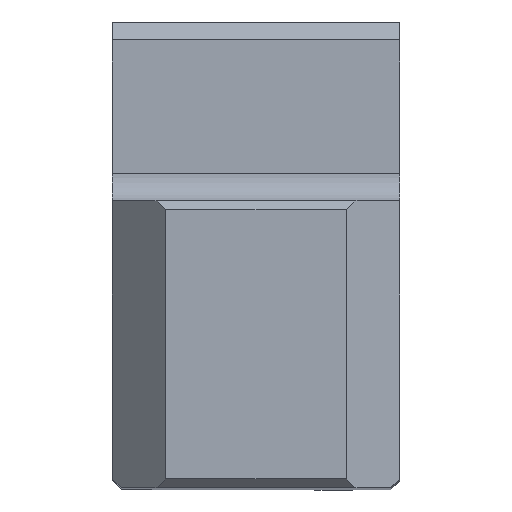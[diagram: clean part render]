
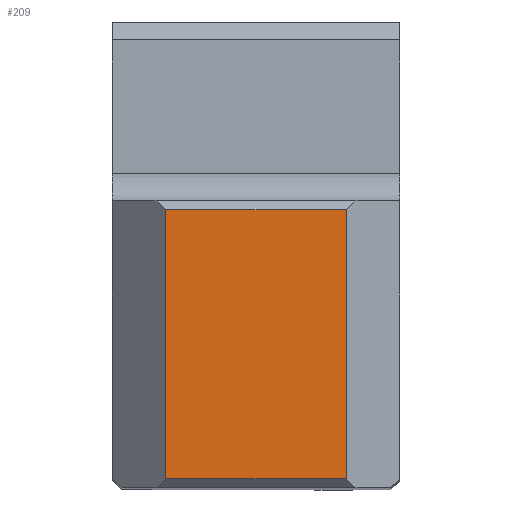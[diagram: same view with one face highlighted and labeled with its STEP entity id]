
A CAD part, top view. The second image highlights one B-rep face of the part: STEP entity #209.
In plain terms, the highlighted planar face has unit normal (0, 0, 1).
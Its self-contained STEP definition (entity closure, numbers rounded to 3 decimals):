
#209=ADVANCED_FACE('',(#315),#261,.T.);
#261=PLANE('',#1396);
#315=FACE_OUTER_BOUND('',#378,.T.);
#378=EDGE_LOOP('',(#580,#581,#582,#583));
#580=ORIENTED_EDGE('',*,*,#975,.T.);
#581=ORIENTED_EDGE('',*,*,#976,.F.);
#582=ORIENTED_EDGE('',*,*,#977,.T.);
#583=ORIENTED_EDGE('',*,*,#978,.F.);
#828=VERTEX_POINT('',#2119);
#829=VERTEX_POINT('',#2120);
#830=VERTEX_POINT('',#2122);
#831=VERTEX_POINT('',#2124);
#975=EDGE_CURVE('',#828,#829,#1114,.T.);
#976=EDGE_CURVE('',#830,#829,#1115,.T.);
#977=EDGE_CURVE('',#830,#831,#1116,.T.);
#978=EDGE_CURVE('',#828,#831,#1117,.T.);
#1114=LINE('',#2118,#1233);
#1115=LINE('',#2121,#1234);
#1116=LINE('',#2123,#1235);
#1117=LINE('',#2125,#1236);
#1233=VECTOR('',#1568,1.);
#1234=VECTOR('',#1569,1.);
#1235=VECTOR('',#1570,1.);
#1236=VECTOR('',#1571,1.);
#1396=AXIS2_PLACEMENT_3D('',#2126,#1572,#1573);
#1568=DIRECTION('',(0.,1.,0.));
#1569=DIRECTION('',(1.,0.,0.));
#1570=DIRECTION('',(0.,-1.,0.));
#1571=DIRECTION('',(-1.,0.,0.));
#1572=DIRECTION('',(0.,0.,1.));
#1573=DIRECTION('',(1.,0.,0.));
#2118=CARTESIAN_POINT('',(13.001,7.988,0.));
#2119=CARTESIAN_POINT('',(13.001,0.5,0.));
#2120=CARTESIAN_POINT('',(13.001,15.475,0.));
#2121=CARTESIAN_POINT('',(7.988,15.475,0.));
#2122=CARTESIAN_POINT('',(2.974,15.475,0.));
#2123=CARTESIAN_POINT('',(2.974,7.988,0.));
#2124=CARTESIAN_POINT('',(2.974,0.5,0.));
#2125=CARTESIAN_POINT('',(7.988,0.5,0.));
#2126=CARTESIAN_POINT('',(7.988,7.988,0.));
